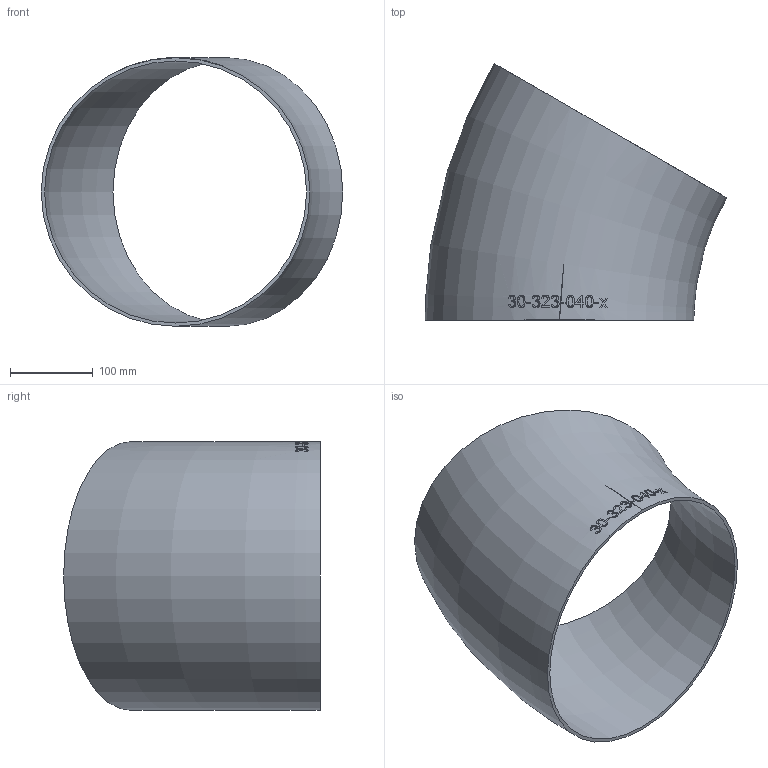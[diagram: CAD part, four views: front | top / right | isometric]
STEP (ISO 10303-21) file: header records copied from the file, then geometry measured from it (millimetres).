
FILE_DESCRIPTION (( 'STEP AP214' ), '1' );
FILE_NAME ('30-323-040-x Bogen 2004.STEP', '2020-04-27T11:30:56', ( '' ), ( '' ), 'SwSTEP 2.0', 'SolidWorks 2019', '' );
FILE_SCHEMA (( 'AUTOMOTIVE_DESIGN' ));
Length unit declared in the file: millimetre
Products named in the file (1): 30-323-040-x Bogen 2004
Bounding box: 363.43 x 309.48 x 323.9 mm (x, y, z)
Volume: 961909.1 mm3; surface area: 489026.2 mm2
Topology: 1 solids, 1 shells, 155 faces, 412 edges, 275 vertices
Faces by surface type: bspline 135, torus 18, plane 2
Entity records: 34297 total; most frequent: CARTESIAN_POINT 29997, ORIENTED_EDGE 818, EDGE_CURVE 409, B_SPLINE_CURVE_WITH_KNOTS 405, VERTEX_POINT 274, EDGE_LOOP 175, FACE_OUTER_BOUND 157, ADVANCED_FACE 155
